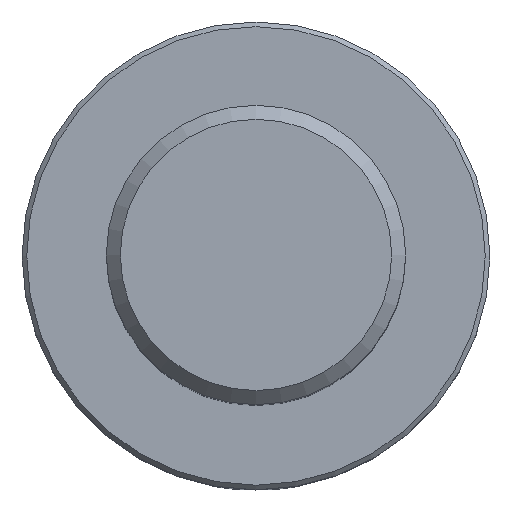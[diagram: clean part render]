
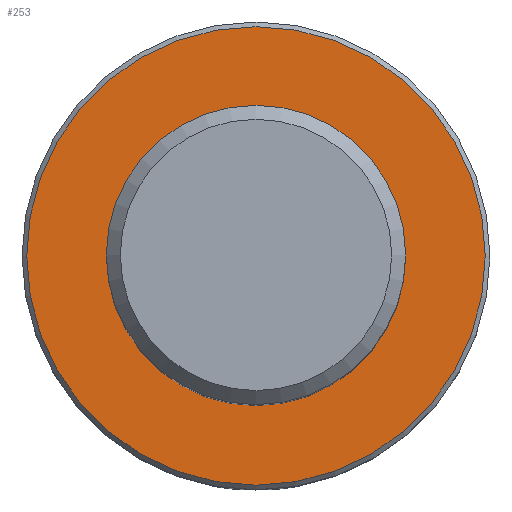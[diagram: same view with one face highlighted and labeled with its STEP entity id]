
A CAD part, top view. The second image highlights one B-rep face of the part: STEP entity #253.
In plain terms, the highlighted planar face has unit normal (0, 0, 1).
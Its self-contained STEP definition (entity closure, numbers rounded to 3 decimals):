
#201=FACE_BOUND('',#307,.T.);
#202=FACE_BOUND('',#308,.T.);
#253=ADVANCED_FACE('',(#201,#202),#276,.T.);
#276=PLANE('',#782);
#307=EDGE_LOOP('',(#371));
#308=EDGE_LOOP('',(#372));
#371=ORIENTED_EDGE('',*,*,#467,.F.);
#372=ORIENTED_EDGE('',*,*,#466,.T.);
#432=VERTEX_POINT('',#1090);
#433=VERTEX_POINT('',#1093);
#466=EDGE_CURVE('',#432,#432,#498,.T.);
#467=EDGE_CURVE('',#433,#433,#499,.T.);
#498=CIRCLE('',#779,24.5);
#499=CIRCLE('',#781,15.996);
#779=AXIS2_PLACEMENT_3D('',#1089,#920,#921);
#781=AXIS2_PLACEMENT_3D('',#1092,#924,#925);
#782=AXIS2_PLACEMENT_3D('',#1094,#926,#927);
#920=DIRECTION('',(0.,0.,1.));
#921=DIRECTION('',(-1.,0.,0.));
#924=DIRECTION('',(0.,0.,1.));
#925=DIRECTION('',(1.,0.,0.));
#926=DIRECTION('',(0.,0.,1.));
#927=DIRECTION('',(-1.,0.,0.));
#1089=CARTESIAN_POINT('',(0.,0.,0.));
#1090=CARTESIAN_POINT('',(-24.5,0.,0.));
#1092=CARTESIAN_POINT('',(0.,0.,0.));
#1093=CARTESIAN_POINT('',(15.996,0.,0.));
#1094=CARTESIAN_POINT('',(24.5,0.,0.));
